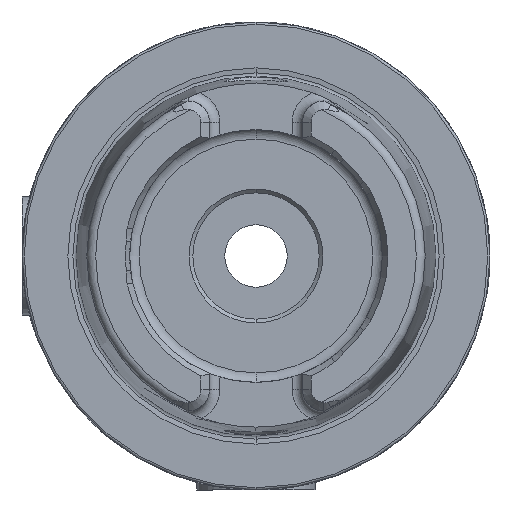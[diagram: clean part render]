
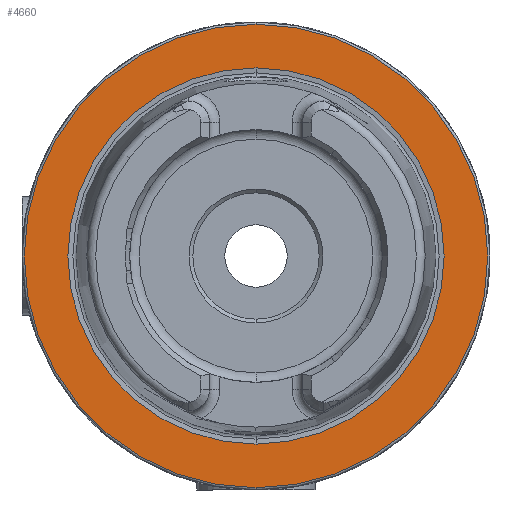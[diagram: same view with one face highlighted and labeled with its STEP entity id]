
A CAD part, left-side view. The second image highlights one B-rep face of the part: STEP entity #4660.
In plain terms, the highlighted planar face has unit normal (-1, 0, 0).
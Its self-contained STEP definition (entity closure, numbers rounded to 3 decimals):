
#1069 = FACE_BOUND ( 'NONE', #6984, .T. ) ;
#1072 = FACE_OUTER_BOUND ( 'NONE', #7035, .T. ) ;
#1231 = CIRCLE ( 'NONE', #8185, 31.2 ) ;
#1238 = CIRCLE ( 'NONE', #8217, 25.324 ) ;
#1509 = ORIENTED_EDGE ( 'NONE', *, *, #1849, .F. ) ;
#1510 = ORIENTED_EDGE ( 'NONE', *, *, #7948, .F. ) ;
#1511 = ORIENTED_EDGE ( 'NONE', *, *, #8098, .T. ) ;
#1512 = ORIENTED_EDGE ( 'NONE', *, *, #1848, .T. ) ;
#1848 = EDGE_CURVE ( 'NONE', #6430, #6433, #1231, .T. ) ;
#1849 = EDGE_CURVE ( 'NONE', #6557, #6434, #1238, .T. ) ;
#1961 = DIRECTION ( 'NONE',  ( 0., 0., 1. ) ) ;
#1962 = DIRECTION ( 'NONE',  ( -1., 0., 0. ) ) ;
#1963 = CARTESIAN_POINT ( 'NONE',  ( 0., 0., 0. ) ) ;
#2938 = DIRECTION ( 'NONE',  ( 0., 0., 1. ) ) ;
#2939 = DIRECTION ( 'NONE',  ( -1., 0., 0. ) ) ;
#2941 = CARTESIAN_POINT ( 'NONE',  ( 0., 0., 0. ) ) ;
#3040 = CIRCLE ( 'NONE', #4905, 31.2 ) ;
#3171 = CIRCLE ( 'NONE', #4854, 25.324 ) ;
#4356 = DIRECTION ( 'NONE',  ( 0., 0., -1. ) ) ;
#4360 = DIRECTION ( 'NONE',  ( 1., 0., 0. ) ) ;
#4362 = PLANE ( 'NONE',  #7980 ) ;
#4368 = CARTESIAN_POINT ( 'NONE',  ( 0., 0., 0. ) ) ;
#4369 = CARTESIAN_POINT ( 'NONE',  ( 0., 31.2, 0. ) ) ;
#4411 = DIRECTION ( 'NONE',  ( 0., 0., 1. ) ) ;
#4441 = DIRECTION ( 'NONE',  ( 0., 0., 1. ) ) ;
#4611 = DIRECTION ( 'NONE',  ( -1., 0., 0. ) ) ;
#4629 = CARTESIAN_POINT ( 'NONE',  ( 0., 0., 0. ) ) ;
#4630 = DIRECTION ( 'NONE',  ( -1., 0., 0. ) ) ;
#4660 = ADVANCED_FACE ( 'NONE', ( #1069, #1072 ), #4362, .F. ) ;
#4854 = AXIS2_PLACEMENT_3D ( 'NONE', #2941, #2939, #2938 ) ;
#4905 = AXIS2_PLACEMENT_3D ( 'NONE', #1963, #1962, #1961 ) ;
#5488 = CARTESIAN_POINT ( 'NONE',  ( 0., 0., 25.324 ) ) ;
#5901 = CARTESIAN_POINT ( 'NONE',  ( 0., 0., -25.324 ) ) ;
#5922 = CARTESIAN_POINT ( 'NONE',  ( 0., 0., 31.2 ) ) ;
#5928 = CARTESIAN_POINT ( 'NONE',  ( 0., 0., -31.2 ) ) ;
#6430 = VERTEX_POINT ( 'NONE', #5928 ) ;
#6433 = VERTEX_POINT ( 'NONE', #5922 ) ;
#6434 = VERTEX_POINT ( 'NONE', #5901 ) ;
#6557 = VERTEX_POINT ( 'NONE', #5488 ) ;
#6984 = EDGE_LOOP ( 'NONE', ( #1509, #1510 ) ) ;
#7035 = EDGE_LOOP ( 'NONE', ( #1511, #1512 ) ) ;
#7948 = EDGE_CURVE ( 'NONE', #6434, #6557, #3171, .T. ) ;
#7980 = AXIS2_PLACEMENT_3D ( 'NONE', #4369, #4360, #4356 ) ;
#8098 = EDGE_CURVE ( 'NONE', #6433, #6430, #3040, .T. ) ;
#8185 = AXIS2_PLACEMENT_3D ( 'NONE', #4629, #4611, #4441 ) ;
#8217 = AXIS2_PLACEMENT_3D ( 'NONE', #4368, #4630, #4411 ) ;
